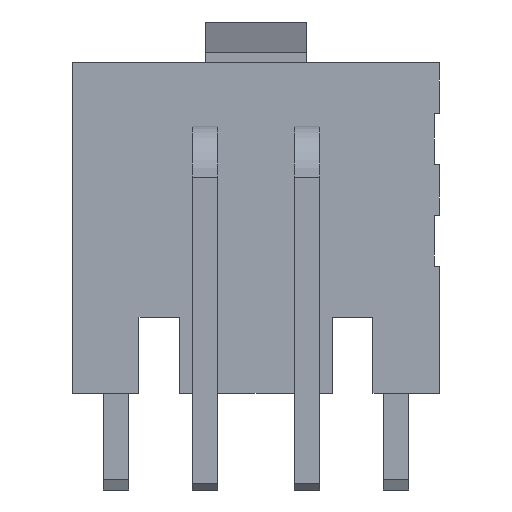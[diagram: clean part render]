
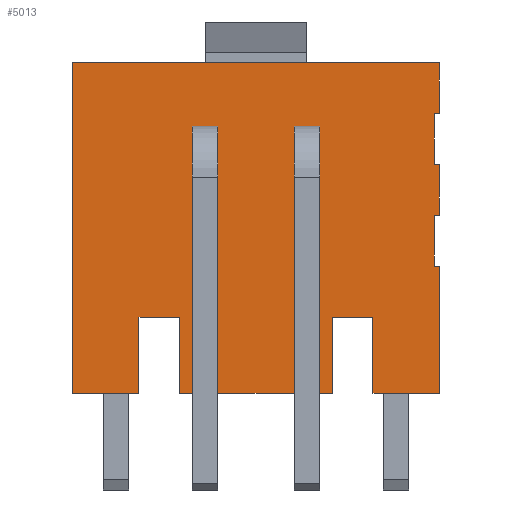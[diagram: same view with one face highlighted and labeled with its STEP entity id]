
A CAD part, front view. The second image highlights one B-rep face of the part: STEP entity #5013.
In plain terms, the highlighted planar face has unit normal (0, -1, 0).
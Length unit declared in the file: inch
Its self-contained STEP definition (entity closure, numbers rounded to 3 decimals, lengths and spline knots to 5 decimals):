
#365=ORIENTED_EDGE('',*,*,#1615,.F.);
#366=ORIENTED_EDGE('',*,*,#1668,.F.);
#367=ORIENTED_EDGE('',*,*,#1791,.F.);
#368=ORIENTED_EDGE('',*,*,#1662,.F.);
#369=ORIENTED_EDGE('',*,*,#1657,.F.);
#370=ORIENTED_EDGE('',*,*,#1649,.F.);
#371=ORIENTED_EDGE('',*,*,#1790,.F.);
#372=ORIENTED_EDGE('',*,*,#1642,.F.);
#373=ORIENTED_EDGE('',*,*,#1637,.F.);
#374=ORIENTED_EDGE('',*,*,#1629,.F.);
#375=ORIENTED_EDGE('',*,*,#1789,.F.);
#376=ORIENTED_EDGE('',*,*,#1787,.F.);
#377=ORIENTED_EDGE('',*,*,#1785,.F.);
#378=ORIENTED_EDGE('',*,*,#1783,.F.);
#379=ORIENTED_EDGE('',*,*,#1781,.F.);
#380=ORIENTED_EDGE('',*,*,#1779,.F.);
#381=ORIENTED_EDGE('',*,*,#1777,.F.);
#382=ORIENTED_EDGE('',*,*,#1775,.F.);
#383=ORIENTED_EDGE('',*,*,#1768,.F.);
#384=ORIENTED_EDGE('',*,*,#1623,.F.);
#1615=EDGE_CURVE('',#2359,#2360,#2855,.T.);
#1623=EDGE_CURVE('',#2360,#2366,#2863,.T.);
#1629=EDGE_CURVE('',#2371,#2372,#2869,.T.);
#1637=EDGE_CURVE('',#2372,#2378,#2877,.T.);
#1642=EDGE_CURVE('',#2378,#2381,#2882,.T.);
#1649=EDGE_CURVE('',#2387,#2388,#2889,.T.);
#1657=EDGE_CURVE('',#2388,#2394,#2897,.T.);
#1662=EDGE_CURVE('',#2394,#2397,#2902,.T.);
#1668=EDGE_CURVE('',#2401,#2359,#2908,.T.);
#1768=EDGE_CURVE('',#2366,#2484,#3008,.T.);
#1775=EDGE_CURVE('',#2484,#2488,#3015,.T.);
#1777=EDGE_CURVE('',#2488,#2489,#3017,.T.);
#1779=EDGE_CURVE('',#2489,#2490,#3019,.T.);
#1781=EDGE_CURVE('',#2490,#2491,#3021,.T.);
#1783=EDGE_CURVE('',#2491,#2492,#3023,.T.);
#1785=EDGE_CURVE('',#2492,#2493,#3025,.T.);
#1787=EDGE_CURVE('',#2493,#2494,#3027,.T.);
#1789=EDGE_CURVE('',#2494,#2371,#3029,.T.);
#1790=EDGE_CURVE('',#2381,#2387,#3030,.T.);
#1791=EDGE_CURVE('',#2397,#2401,#3031,.T.);
#2359=VERTEX_POINT('',#6920);
#2360=VERTEX_POINT('',#6922);
#2366=VERTEX_POINT('',#6937);
#2371=VERTEX_POINT('',#6948);
#2372=VERTEX_POINT('',#6950);
#2378=VERTEX_POINT('',#6966);
#2381=VERTEX_POINT('',#6975);
#2387=VERTEX_POINT('',#6988);
#2388=VERTEX_POINT('',#6990);
#2394=VERTEX_POINT('',#7006);
#2397=VERTEX_POINT('',#7015);
#2401=VERTEX_POINT('',#7025);
#2484=VERTEX_POINT('',#7220);
#2488=VERTEX_POINT('',#7232);
#2489=VERTEX_POINT('',#7236);
#2490=VERTEX_POINT('',#7240);
#2491=VERTEX_POINT('',#7244);
#2492=VERTEX_POINT('',#7248);
#2493=VERTEX_POINT('',#7252);
#2494=VERTEX_POINT('',#7256);
#2855=LINE('',#6921,#3543);
#2863=LINE('',#6936,#3551);
#2869=LINE('',#6949,#3557);
#2877=LINE('',#6965,#3565);
#2882=LINE('',#6974,#3570);
#2889=LINE('',#6989,#3577);
#2897=LINE('',#7005,#3585);
#2902=LINE('',#7014,#3590);
#2908=LINE('',#7026,#3596);
#3008=LINE('',#7219,#3696);
#3015=LINE('',#7231,#3703);
#3017=LINE('',#7235,#3705);
#3019=LINE('',#7239,#3707);
#3021=LINE('',#7243,#3709);
#3023=LINE('',#7247,#3711);
#3025=LINE('',#7251,#3713);
#3027=LINE('',#7255,#3715);
#3029=LINE('',#7259,#3717);
#3030=LINE('',#7261,#3718);
#3031=LINE('',#7263,#3719);
#3543=VECTOR('',#5599,39.37008);
#3551=VECTOR('',#5609,39.37008);
#3557=VECTOR('',#5617,39.37008);
#3565=VECTOR('',#5629,39.37008);
#3570=VECTOR('',#5636,39.37008);
#3577=VECTOR('',#5645,39.37008);
#3585=VECTOR('',#5657,39.37008);
#3590=VECTOR('',#5664,39.37008);
#3596=VECTOR('',#5672,39.37008);
#3696=VECTOR('',#5794,39.37008);
#3703=VECTOR('',#5803,39.37008);
#3705=VECTOR('',#5807,39.37008);
#3707=VECTOR('',#5811,39.37008);
#3709=VECTOR('',#5815,39.37008);
#3711=VECTOR('',#5819,39.37008);
#3713=VECTOR('',#5823,39.37008);
#3715=VECTOR('',#5827,39.37008);
#3717=VECTOR('',#5831,39.37008);
#3718=VECTOR('',#5834,39.37008);
#3719=VECTOR('',#5837,39.37008);
#4259=EDGE_LOOP('',(#365,#366,#367,#368,#369,#370,#371,#372,#373,#374,#375,
#376,#377,#378,#379,#380,#381,#382,#383,#384));
#4523=FACE_BOUND('',#4259,.T.);
#4786=PLANE('',#5306);
#5013=ADVANCED_FACE('',(#4523),#4786,.F.);
#5306=AXIS2_PLACEMENT_3D('',#7264,#5838,#5839);
#5599=DIRECTION('',(-1.,0.,0.));
#5609=DIRECTION('',(0.,0.,1.));
#5617=DIRECTION('',(0.,0.,-1.));
#5629=DIRECTION('',(-1.,0.,0.));
#5636=DIRECTION('',(0.,0.,1.));
#5645=DIRECTION('',(0.,0.,-1.));
#5657=DIRECTION('',(-1.,0.,0.));
#5664=DIRECTION('',(0.,0.,1.));
#5672=DIRECTION('',(0.,0.,-1.));
#5794=DIRECTION('',(1.,0.,0.));
#5803=DIRECTION('',(0.,0.,-1.));
#5807=DIRECTION('',(-1.,0.,0.));
#5811=DIRECTION('',(0.,0.,-1.));
#5815=DIRECTION('',(1.,0.,0.));
#5819=DIRECTION('',(0.,0.,-1.));
#5823=DIRECTION('',(-1.,0.,0.));
#5827=DIRECTION('',(0.,0.,-1.));
#5831=DIRECTION('',(1.,0.,0.));
#5834=DIRECTION('',(-1.,0.,0.));
#5837=DIRECTION('',(-1.,0.,0.));
#5838=DIRECTION('',(0.,1.,0.));
#5839=DIRECTION('',(0.,0.,1.));
#6920=CARTESIAN_POINT('',(-0.115,0.,-0.1625));
#6921=CARTESIAN_POINT('',(-0.115,0.,-0.1625));
#6922=CARTESIAN_POINT('',(-0.18,0.,-0.1625));
#6936=CARTESIAN_POINT('',(-0.18,0.,-0.1625));
#6937=CARTESIAN_POINT('',(-0.18,0.,0.1625));
#6948=CARTESIAN_POINT('',(0.18,0.,-0.0375));
#6949=CARTESIAN_POINT('',(0.18,0.,-0.0375));
#6950=CARTESIAN_POINT('',(0.18,0.,-0.1625));
#6965=CARTESIAN_POINT('',(0.18,0.,-0.1625));
#6966=CARTESIAN_POINT('',(0.115,0.,-0.1625));
#6974=CARTESIAN_POINT('',(0.115,0.,-0.1625));
#6975=CARTESIAN_POINT('',(0.115,0.,-0.0875));
#6988=CARTESIAN_POINT('',(0.075,0.,-0.0875));
#6989=CARTESIAN_POINT('',(0.075,0.,-0.0875));
#6990=CARTESIAN_POINT('',(0.075,0.,-0.1625));
#7005=CARTESIAN_POINT('',(0.075,0.,-0.1625));
#7006=CARTESIAN_POINT('',(-0.075,0.,-0.1625));
#7014=CARTESIAN_POINT('',(-0.075,0.,-0.1625));
#7015=CARTESIAN_POINT('',(-0.075,0.,-0.0875));
#7025=CARTESIAN_POINT('',(-0.115,0.,-0.0875));
#7026=CARTESIAN_POINT('',(-0.115,0.,-0.0875));
#7219=CARTESIAN_POINT('',(-0.18,0.,0.1625));
#7220=CARTESIAN_POINT('',(0.18,0.,0.1625));
#7231=CARTESIAN_POINT('',(0.18,0.,0.1625));
#7232=CARTESIAN_POINT('',(0.18,0.,0.1125));
#7235=CARTESIAN_POINT('',(0.18,0.,0.1125));
#7236=CARTESIAN_POINT('',(0.175,0.,0.1125));
#7239=CARTESIAN_POINT('',(0.175,0.,0.1125));
#7240=CARTESIAN_POINT('',(0.175,0.,0.0625));
#7243=CARTESIAN_POINT('',(0.175,0.,0.0625));
#7244=CARTESIAN_POINT('',(0.18,0.,0.0625));
#7247=CARTESIAN_POINT('',(0.18,0.,0.0625));
#7248=CARTESIAN_POINT('',(0.18,0.,0.0125));
#7251=CARTESIAN_POINT('',(0.18,0.,0.0125));
#7252=CARTESIAN_POINT('',(0.175,0.,0.0125));
#7255=CARTESIAN_POINT('',(0.175,0.,0.0125));
#7256=CARTESIAN_POINT('',(0.175,0.,-0.0375));
#7259=CARTESIAN_POINT('',(0.175,0.,-0.0375));
#7261=CARTESIAN_POINT('',(0.115,0.,-0.0875));
#7263=CARTESIAN_POINT('',(-0.075,0.,-0.0875));
#7264=CARTESIAN_POINT('',(0.,0.,0.));
